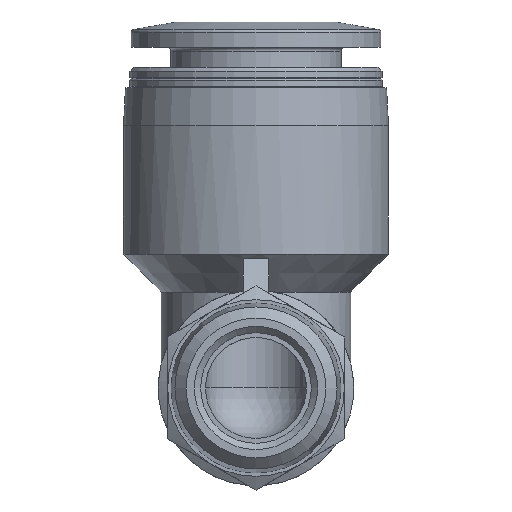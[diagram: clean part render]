
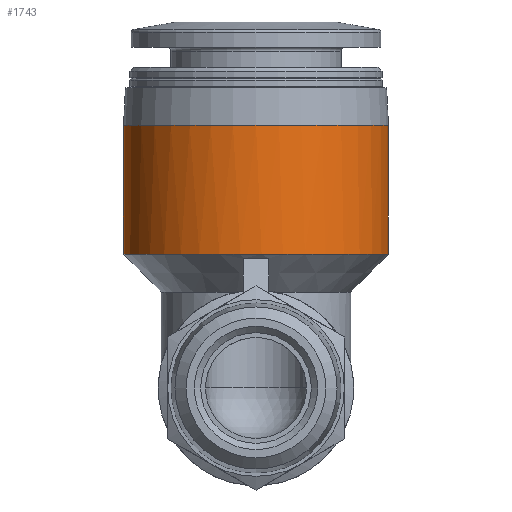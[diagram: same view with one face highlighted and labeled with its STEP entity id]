
A CAD part, front view. The second image highlights one B-rep face of the part: STEP entity #1743.
In plain terms, the highlighted cylindrical face has radius 10.5 mm (diameter 21 mm), a full revolution.
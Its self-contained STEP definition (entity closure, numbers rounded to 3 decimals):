
#236=CIRCLE('',#1818,10.5);
#257=CIRCLE('',#1862,10.5);
#394=ORIENTED_EDGE('',*,*,#647,.F.);
#395=ORIENTED_EDGE('',*,*,#691,.T.);
#647=EDGE_CURVE('',#808,#808,#236,.T.);
#691=EDGE_CURVE('',#841,#841,#257,.T.);
#808=VERTEX_POINT('',#2377);
#841=VERTEX_POINT('',#2529);
#950=EDGE_LOOP('',(#394));
#951=EDGE_LOOP('',(#395));
#1061=FACE_BOUND('',#950,.T.);
#1062=FACE_BOUND('',#951,.T.);
#1132=CYLINDRICAL_SURFACE('',#1863,10.5);
#1743=ADVANCED_FACE('',(#1061,#1062),#1132,.T.);
#1818=AXIS2_PLACEMENT_3D('',#2376,#1985,#1986);
#1862=AXIS2_PLACEMENT_3D('',#2528,#2083,#2084);
#1863=AXIS2_PLACEMENT_3D('',#2530,#2085,#2086);
#1985=DIRECTION('',(0.,0.,-1.));
#1986=DIRECTION('',(-1.,0.,0.));
#2083=DIRECTION('',(0.,0.,-1.));
#2084=DIRECTION('',(-1.,0.,0.));
#2085=DIRECTION('',(0.,0.,-1.));
#2086=DIRECTION('',(-1.,0.,0.));
#2376=CARTESIAN_POINT('',(0.,18.8,10.6));
#2377=CARTESIAN_POINT('',(-10.5,18.8,10.6));
#2528=CARTESIAN_POINT('',(0.,18.8,20.8));
#2529=CARTESIAN_POINT('',(-10.5,18.8,20.8));
#2530=CARTESIAN_POINT('',(0.,18.8,0.));
